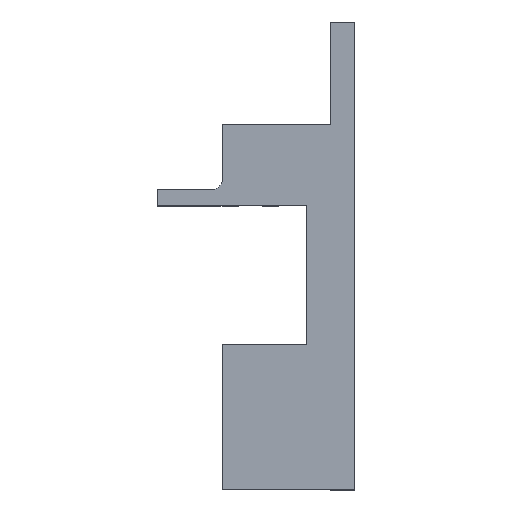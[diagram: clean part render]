
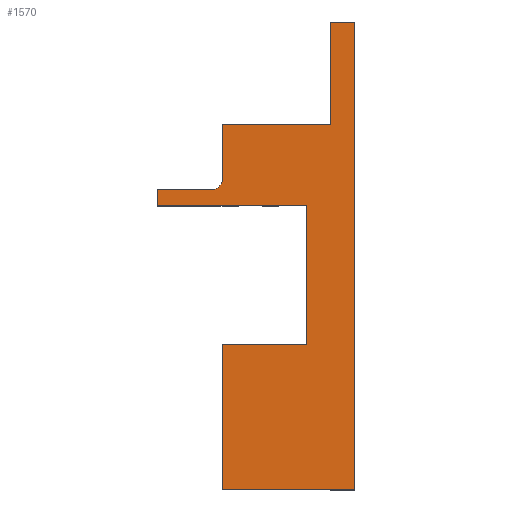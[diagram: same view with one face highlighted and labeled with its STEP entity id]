
A CAD part, top view. The second image highlights one B-rep face of the part: STEP entity #1570.
In plain terms, the highlighted planar face has unit normal (0, 0, 1).
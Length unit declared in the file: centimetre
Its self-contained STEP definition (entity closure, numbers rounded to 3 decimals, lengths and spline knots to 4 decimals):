
#139=PLANE('',#1700);
#170=VECTOR('',#1762,1.);
#221=VECTOR('',#1877,1.);
#239=VECTOR('',#1916,1.);
#247=VECTOR('',#1939,1.);
#271=VECTOR('',#2008,1.);
#274=VECTOR('',#2014,1.);
#285=VECTOR('',#2040,1.);
#288=VECTOR('',#2044,1.);
#289=VECTOR('',#2046,1.);
#291=VECTOR('',#2049,1.);
#293=VECTOR('',#2052,1.);
#294=VECTOR('',#2054,1.);
#327=LINE('',#2145,#170);
#378=LINE('',#2292,#221);
#396=LINE('',#2346,#239);
#404=LINE('',#2376,#247);
#428=LINE('',#2442,#271);
#431=LINE('',#2450,#274);
#442=LINE('',#2474,#285);
#445=LINE('',#2480,#288);
#446=LINE('',#2482,#289);
#448=LINE('',#2486,#291);
#450=LINE('',#2490,#293);
#451=LINE('',#2492,#294);
#486=VERTEX_POINT('',#2144);
#487=VERTEX_POINT('',#2146);
#548=VERTEX_POINT('',#2293);
#572=VERTEX_POINT('',#2345);
#573=VERTEX_POINT('',#2347);
#598=VERTEX_POINT('',#2433);
#599=VERTEX_POINT('',#2435);
#601=VERTEX_POINT('',#2441);
#604=VERTEX_POINT('',#2449);
#607=VERTEX_POINT('',#2475);
#608=VERTEX_POINT('',#2479);
#609=VERTEX_POINT('',#2485);
#610=VERTEX_POINT('',#2487);
#664=CIRCLE('',#1680,0.15);
#695=EDGE_CURVE('',#487,#486,#327,.T.);
#770=EDGE_CURVE('',#548,#487,#378,.T.);
#797=EDGE_CURVE('',#573,#572,#396,.T.);
#812=EDGE_CURVE('',#572,#548,#404,.T.);
#840=EDGE_CURVE('',#598,#599,#664,.T.);
#844=EDGE_CURVE('',#598,#601,#428,.T.);
#848=EDGE_CURVE('',#604,#601,#431,.T.);
#861=EDGE_CURVE('',#607,#573,#442,.T.);
#864=EDGE_CURVE('',#608,#604,#445,.T.);
#865=EDGE_CURVE('',#486,#599,#446,.T.);
#867=EDGE_CURVE('',#610,#609,#448,.T.);
#869=EDGE_CURVE('',#609,#607,#450,.T.);
#870=EDGE_CURVE('',#608,#610,#451,.T.);
#1250=ORIENTED_EDGE('',*,*,#797,.T.);
#1251=ORIENTED_EDGE('',*,*,#812,.T.);
#1252=ORIENTED_EDGE('',*,*,#770,.T.);
#1253=ORIENTED_EDGE('',*,*,#695,.T.);
#1254=ORIENTED_EDGE('',*,*,#865,.T.);
#1255=ORIENTED_EDGE('',*,*,#840,.F.);
#1256=ORIENTED_EDGE('',*,*,#844,.T.);
#1257=ORIENTED_EDGE('',*,*,#848,.F.);
#1258=ORIENTED_EDGE('',*,*,#864,.F.);
#1259=ORIENTED_EDGE('',*,*,#870,.T.);
#1260=ORIENTED_EDGE('',*,*,#867,.T.);
#1261=ORIENTED_EDGE('',*,*,#869,.T.);
#1262=ORIENTED_EDGE('',*,*,#861,.T.);
#1395=EDGE_LOOP('',(#1250,#1251,#1252,#1253,#1254,#1255,#1256,#1257,#1258,
#1259,#1260,#1261,#1262));
#1492=FACE_BOUND('',#1395,.T.);
#1570=ADVANCED_FACE('',(#1492),#139,.T.);
#1680=AXIS2_PLACEMENT_3D('',#2434,#2002,#2003);
#1700=AXIS2_PLACEMENT_3D('',#2493,#2055,$);
#1762=DIRECTION('',(-1.,0.,0.));
#1877=DIRECTION('',(0.,-1.,0.));
#1916=DIRECTION('',(0.,1.,0.));
#1939=DIRECTION('',(-1.,0.,0.));
#2002=DIRECTION('',(0.,0.,1.));
#2003=DIRECTION('',(0.106,-0.106,0.));
#2008=DIRECTION('',(-1.,0.,0.));
#2014=DIRECTION('',(0.,1.,0.));
#2040=DIRECTION('',(1.,0.,0.));
#2044=DIRECTION('',(-1.,0.,0.));
#2046=DIRECTION('',(0.,-1.,0.));
#2049=DIRECTION('',(-1.,0.,0.));
#2052=DIRECTION('',(0.,-1.,0.));
#2054=DIRECTION('',(0.,-1.,0.));
#2055=DIRECTION('',(0.,0.,1.));
#2144=CARTESIAN_POINT('',(-0.244,1.8389,0.3));
#2145=CARTESIAN_POINT('',(1.406,1.8389,0.3));
#2146=CARTESIAN_POINT('',(1.106,1.8389,0.3));
#2292=CARTESIAN_POINT('',(1.106,1.8389,0.3));
#2293=CARTESIAN_POINT('',(1.106,3.1189,0.3));
#2345=CARTESIAN_POINT('',(1.406,3.1189,0.3));
#2346=CARTESIAN_POINT('',(1.406,-1.4611,0.3));
#2347=CARTESIAN_POINT('',(1.406,-2.7227,0.3));
#2376=CARTESIAN_POINT('',(1.406,3.1189,0.3));
#2433=CARTESIAN_POINT('',(-0.394,1.0211,0.3));
#2434=CARTESIAN_POINT('',(-0.394,1.1711,0.3));
#2435=CARTESIAN_POINT('',(-0.244,1.1711,0.3));
#2441=CARTESIAN_POINT('',(-1.0611,1.0211,0.3));
#2442=CARTESIAN_POINT('',(-1.0611,1.0211,0.3));
#2449=CARTESIAN_POINT('',(-1.0611,0.8211,0.3));
#2450=CARTESIAN_POINT('',(-1.0611,0.8211,0.3));
#2474=CARTESIAN_POINT('',(1.406,-2.7227,0.3));
#2475=CARTESIAN_POINT('',(-0.244,-2.7227,0.3));
#2479=CARTESIAN_POINT('',(0.806,0.8211,0.3));
#2480=CARTESIAN_POINT('',(0.806,0.8211,0.3));
#2482=CARTESIAN_POINT('',(-0.244,1.8389,0.3));
#2485=CARTESIAN_POINT('',(-0.244,-0.9111,0.3));
#2486=CARTESIAN_POINT('',(0.806,-0.9111,0.3));
#2487=CARTESIAN_POINT('',(0.806,-0.9111,0.3));
#2490=CARTESIAN_POINT('',(-0.244,-0.9111,0.3));
#2492=CARTESIAN_POINT('',(0.806,1.8389,0.3));
#2493=CARTESIAN_POINT('',(1.406,0.1889,0.3));
